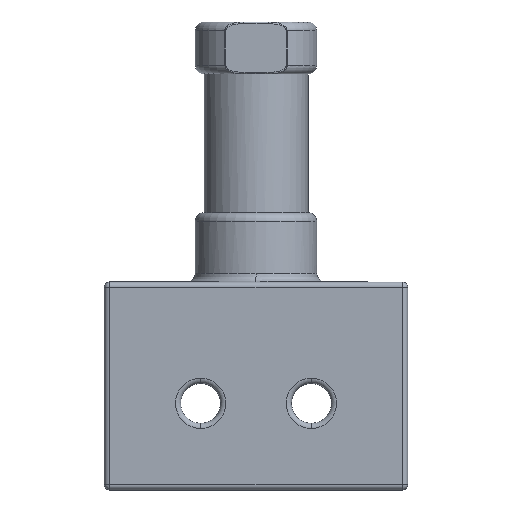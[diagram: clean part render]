
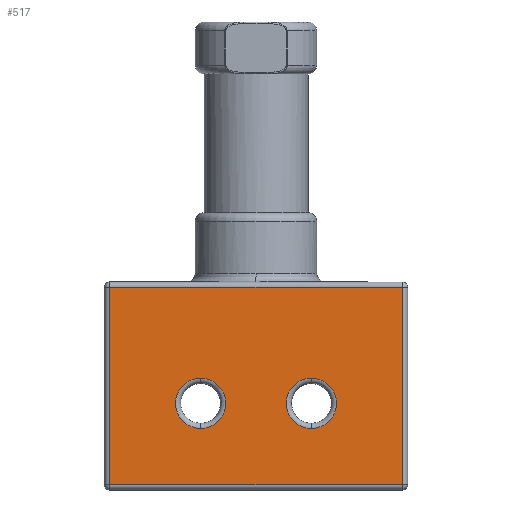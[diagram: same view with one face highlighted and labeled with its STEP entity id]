
A CAD part, front view. The second image highlights one B-rep face of the part: STEP entity #517.
In plain terms, the highlighted planar face has unit normal (0, -1, 0).
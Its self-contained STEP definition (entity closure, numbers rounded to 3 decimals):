
#25 = CARTESIAN_POINT ( 'NONE',  ( -8.45, 0., 5.7 ) ) ;
#67 = EDGE_CURVE ( 'NONE', #4143, #2772, #422, .T. ) ;
#82 = CARTESIAN_POINT ( 'NONE',  ( -3.195, 0., 0.45 ) ) ;
#122 = CARTESIAN_POINT ( 'NONE',  ( 8.45, 0., -5.7 ) ) ;
#220 = EDGE_LOOP ( 'NONE', ( #4482, #1525 ) ) ;
#373 = DIRECTION ( 'NONE',  ( 0., 0., -1. ) ) ;
#408 = DIRECTION ( 'NONE',  ( 0., 1., 0. ) ) ;
#422 = CIRCLE ( 'NONE', #1714, 1.45 ) ;
#517 = ADVANCED_FACE ( 'NONE', ( #2305, #2727, #3818 ), #1958, .T. ) ;
#532 = VERTEX_POINT ( 'NONE', #1987 ) ;
#702 = VECTOR ( 'NONE', #1550, 1000. ) ;
#850 = LINE ( 'NONE', #122, #3563 ) ;
#855 = DIRECTION ( 'NONE',  ( 0., 0., 1. ) ) ;
#874 = EDGE_CURVE ( 'NONE', #4226, #3956, #1257, .T. ) ;
#889 = CARTESIAN_POINT ( 'NONE',  ( 3.195, 0., -2.45 ) ) ;
#900 = EDGE_CURVE ( 'NONE', #1748, #3678, #2744, .T. ) ;
#923 = CARTESIAN_POINT ( 'NONE',  ( 8.45, 0., 5.7 ) ) ;
#1173 = CARTESIAN_POINT ( 'NONE',  ( -3.195, 0., -1. ) ) ;
#1257 = LINE ( 'NONE', #2773, #3059 ) ;
#1342 = CIRCLE ( 'NONE', #2848, 1.45 ) ;
#1525 = ORIENTED_EDGE ( 'NONE', *, *, #4851, .T. ) ;
#1550 = DIRECTION ( 'NONE',  ( -1., 0., 0. ) ) ;
#1561 = VECTOR ( 'NONE', #373, 1000. ) ;
#1651 = AXIS2_PLACEMENT_3D ( 'NONE', #1173, #2643, #3479 ) ;
#1714 = AXIS2_PLACEMENT_3D ( 'NONE', #2714, #3874, #3900 ) ;
#1748 = VERTEX_POINT ( 'NONE', #3071 ) ;
#1888 = AXIS2_PLACEMENT_3D ( 'NONE', #3843, #408, #2265 ) ;
#1958 = PLANE ( 'NONE',  #3296 ) ;
#1987 = CARTESIAN_POINT ( 'NONE',  ( 3.195, 0., 0.45 ) ) ;
#2031 = VERTEX_POINT ( 'NONE', #889 ) ;
#2036 = ORIENTED_EDGE ( 'NONE', *, *, #874, .T. ) ;
#2183 = ORIENTED_EDGE ( 'NONE', *, *, #3497, .T. ) ;
#2265 = DIRECTION ( 'NONE',  ( 0., 0., -1. ) ) ;
#2305 = FACE_BOUND ( 'NONE', #220, .T. ) ;
#2340 = CARTESIAN_POINT ( 'NONE',  ( -8.45, 0., -6. ) ) ;
#2547 = ORIENTED_EDGE ( 'NONE', *, *, #67, .T. ) ;
#2643 = DIRECTION ( 'NONE',  ( 0., 1., 0. ) ) ;
#2657 = EDGE_CURVE ( 'NONE', #2031, #532, #1342, .T. ) ;
#2676 = CARTESIAN_POINT ( 'NONE',  ( 8.45, 0., -5.7 ) ) ;
#2714 = CARTESIAN_POINT ( 'NONE',  ( -3.195, 0., -1. ) ) ;
#2727 = FACE_BOUND ( 'NONE', #4311, .T. ) ;
#2742 = DIRECTION ( 'NONE',  ( 1., 0., 0. ) ) ;
#2744 = LINE ( 'NONE', #2340, #1561 ) ;
#2751 = DIRECTION ( 'NONE',  ( 0., -1., 0. ) ) ;
#2772 = VERTEX_POINT ( 'NONE', #4148 ) ;
#2773 = CARTESIAN_POINT ( 'NONE',  ( 8.45, 0., 6. ) ) ;
#2848 = AXIS2_PLACEMENT_3D ( 'NONE', #3297, #2953, #4095 ) ;
#2920 = CIRCLE ( 'NONE', #1888, 1.45 ) ;
#2953 = DIRECTION ( 'NONE',  ( 0., 1., 0. ) ) ;
#3004 = EDGE_CURVE ( 'NONE', #3956, #1748, #3090, .T. ) ;
#3059 = VECTOR ( 'NONE', #855, 1000. ) ;
#3071 = CARTESIAN_POINT ( 'NONE',  ( -8.45, 0., 5.7 ) ) ;
#3090 = LINE ( 'NONE', #25, #702 ) ;
#3145 = ORIENTED_EDGE ( 'NONE', *, *, #3004, .T. ) ;
#3296 = AXIS2_PLACEMENT_3D ( 'NONE', #4241, #2751, #3464 ) ;
#3297 = CARTESIAN_POINT ( 'NONE',  ( 3.195, 0., -1. ) ) ;
#3464 = DIRECTION ( 'NONE',  ( 0., 0., -1. ) ) ;
#3479 = DIRECTION ( 'NONE',  ( 0., 0., -1. ) ) ;
#3497 = EDGE_CURVE ( 'NONE', #3678, #4226, #850, .T. ) ;
#3563 = VECTOR ( 'NONE', #2742, 1000. ) ;
#3678 = VERTEX_POINT ( 'NONE', #3733 ) ;
#3733 = CARTESIAN_POINT ( 'NONE',  ( -8.45, 0., -5.7 ) ) ;
#3818 = FACE_OUTER_BOUND ( 'NONE', #4169, .T. ) ;
#3843 = CARTESIAN_POINT ( 'NONE',  ( 3.195, 0., -1. ) ) ;
#3857 = CIRCLE ( 'NONE', #1651, 1.45 ) ;
#3874 = DIRECTION ( 'NONE',  ( 0., 1., 0. ) ) ;
#3900 = DIRECTION ( 'NONE',  ( 0., 0., -1. ) ) ;
#3956 = VERTEX_POINT ( 'NONE', #923 ) ;
#4095 = DIRECTION ( 'NONE',  ( 0., 0., -1. ) ) ;
#4143 = VERTEX_POINT ( 'NONE', #82 ) ;
#4148 = CARTESIAN_POINT ( 'NONE',  ( -3.195, 0., -2.45 ) ) ;
#4169 = EDGE_LOOP ( 'NONE', ( #4726, #2183, #2036, #3145 ) ) ;
#4226 = VERTEX_POINT ( 'NONE', #2676 ) ;
#4241 = CARTESIAN_POINT ( 'NONE',  ( 0., 0., 0. ) ) ;
#4311 = EDGE_LOOP ( 'NONE', ( #4515, #2547 ) ) ;
#4482 = ORIENTED_EDGE ( 'NONE', *, *, #2657, .T. ) ;
#4515 = ORIENTED_EDGE ( 'NONE', *, *, #4868, .T. ) ;
#4726 = ORIENTED_EDGE ( 'NONE', *, *, #900, .T. ) ;
#4851 = EDGE_CURVE ( 'NONE', #532, #2031, #2920, .T. ) ;
#4868 = EDGE_CURVE ( 'NONE', #2772, #4143, #3857, .T. ) ;
